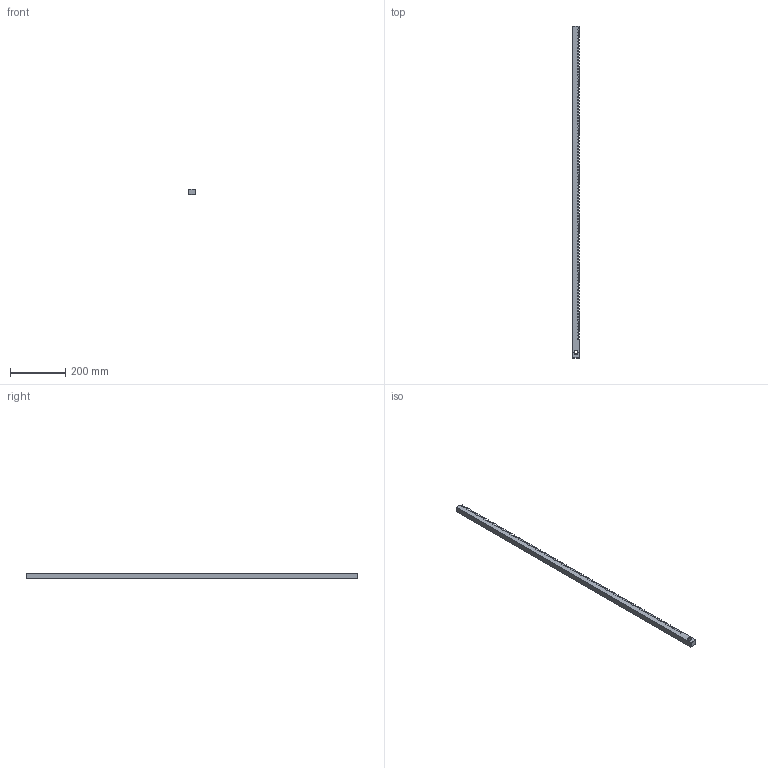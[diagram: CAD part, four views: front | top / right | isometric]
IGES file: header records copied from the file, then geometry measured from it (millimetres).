
Global section: file name: 51153_0697_10; native system: Autodesk Inventor 2022; preprocessor: unknown; author: Nesvadba; date: 20240222.125603; units: millimetre
Bounding box: 25 x 1200 x 20 mm (x, y, z)
Volume: 510806.2 mm3; surface area: 122987.7 mm2
Topology: 1 solids, 1 shells, 423 faces, 1261 edges, 840 vertices
Faces by surface type: bspline 423
